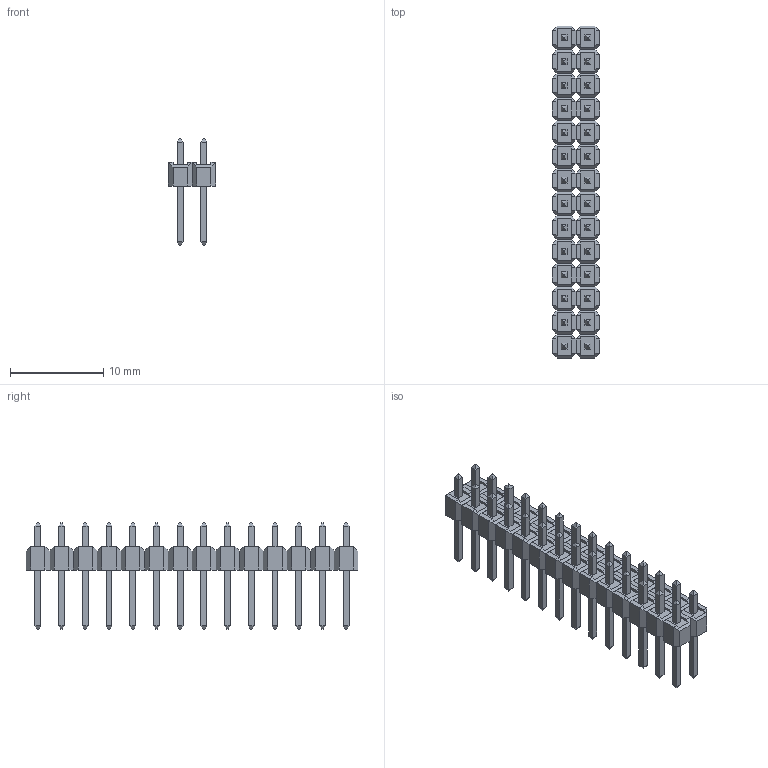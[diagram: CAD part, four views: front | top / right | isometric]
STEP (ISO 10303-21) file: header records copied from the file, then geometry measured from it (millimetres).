
FILE_DESCRIPTION(/* description */ (''),/* implementation_level */ '2;1');
FILE_NAME(/* name */ 'Pin Header 14 x 2 TH 2.54mm Pitch.stp',/* time_stamp */ '2016-11-27T15:56:42-05:00',/* author */ (''),/* organization */ (''),/* preprocessor_version */ 'ST-DEVELOPER v16',/* originating_system */ 'SIEMENS PLM Software NX 10.0',/* authorisation */ '');
FILE_SCHEMA (('AUTOMOTIVE_DESIGN { 1 0 10303 214 3 1 1 1 }'));
Length unit declared in the file: inch
Products named in the file (1): Pin Header 14 x 2 TH 2.54mm Pitch
Bounding box: 5.08 x 35.56 x 11.43 mm (x, y, z)
Volume: 487.6 mm3; surface area: 1885.5 mm2
Topology: 56 solids, 56 shells, 952 faces, 2184 edges, 1344 vertices
Faces by surface type: plane 952
Entity records: 32871 total; most frequent: CARTESIAN_POINT 4481, ORIENTED_EDGE 4368, DIRECTION 4090, EDGE_CURVE 2184, LINE 2184, VECTOR 2184, VERTEX_POINT 1344, EDGE_LOOP 1008
